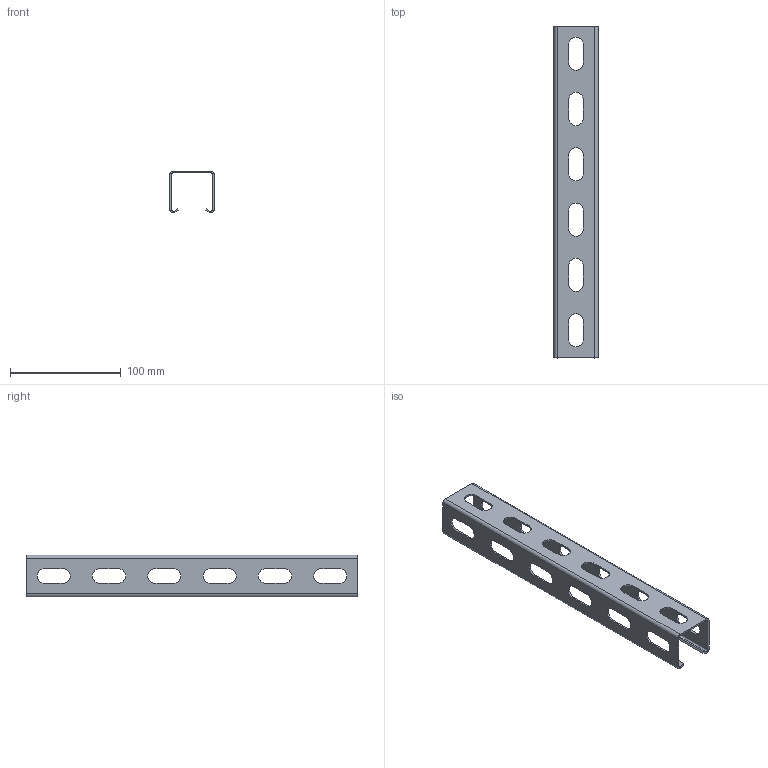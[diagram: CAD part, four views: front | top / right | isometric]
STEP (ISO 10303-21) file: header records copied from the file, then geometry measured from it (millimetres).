
FILE_DESCRIPTION((''),'2;1');
FILE_NAME('611103_PRT','2018-12-05T12:05:27',('tomasz.grudniewski'),(''),'CREO PARAMETRIC BY PTC INC, 2018260','CREO PARAMETRIC BY PTC INC, 2018260','');
FILE_SCHEMA(('CONFIG_CONTROL_DESIGN'));
Length unit declared in the file: millimetre
Products named in the file (1): 611103_PRT
Bounding box: 40 x 300 x 37.8 mm (x, y, z)
Volume: 45432 mm3; surface area: 63863.3 mm2
Topology: 1 solids, 1 shells, 110 faces, 292 edges, 184 vertices
Faces by surface type: plane 66, cylinder 44
Entity records: 3498 total; most frequent: DIRECTION 600, CARTESIAN_POINT 586, ORIENTED_EDGE 584, EDGE_CURVE 292, VECTOR 204, LINE 204, AXIS2_PLACEMENT_3D 198, VERTEX_POINT 184
